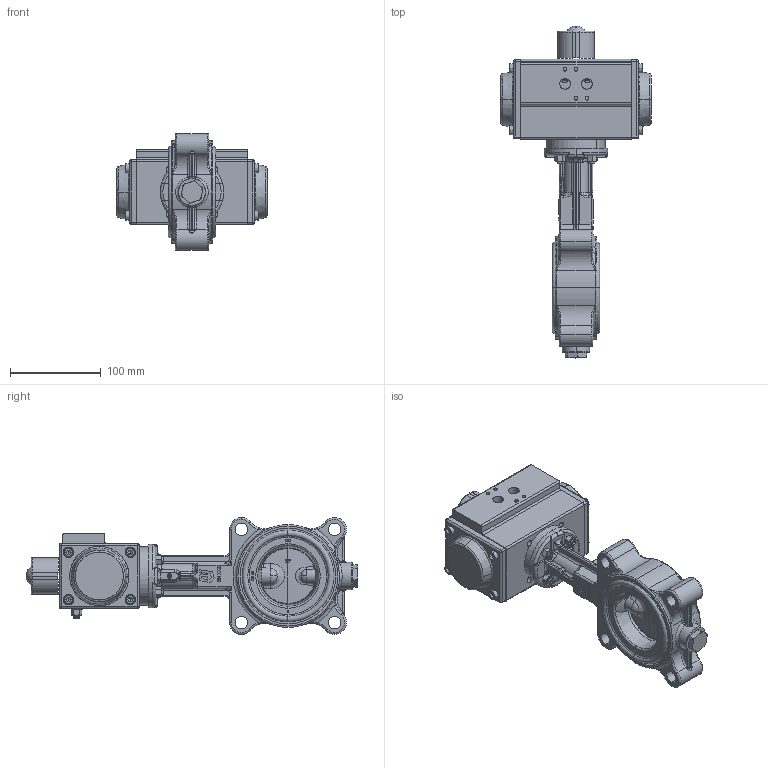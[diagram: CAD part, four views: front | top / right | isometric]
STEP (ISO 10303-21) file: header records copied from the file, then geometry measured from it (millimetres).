
FILE_DESCRIPTION (( 'STEP AP203' ), '1' );
FILE_NAME ('AK02_DN65_GD_pneu..STEP', '2022-11-04T07:07:08', ( '' ), ( '' ), 'SwSTEP 2.0', 'SolidWorks 2021', '' );
FILE_SCHEMA (( 'CONFIG_CONTROL_DESIGN' ));
Products named in the file (1): AK02_DN65_GD_pneu.
Bounding box: 165 x 365.15 x 128.53 mm (x, y, z)
Surface area: 178551.5 mm2 (no closed solid volume)
Topology: 0 solids, 371 shells, 1201 faces, 4237 edges, 3290 vertices
Faces by surface type: plane 416, cylinder 308, bspline 236, torus 116, cone 111, sphere 14
Entity records: 74373 total; most frequent: CARTESIAN_POINT 41049, DIRECTION 6269, ORIENTED_EDGE 6024, EDGE_CURVE 4177, VERTEX_POINT 3290, AXIS2_PLACEMENT_3D 2248, LINE 1773, VECTOR 1773
